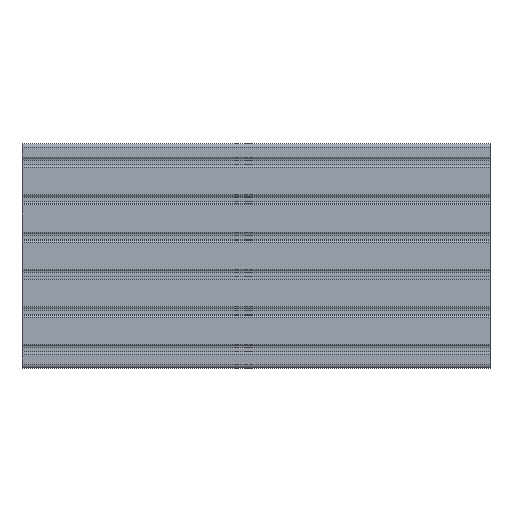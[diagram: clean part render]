
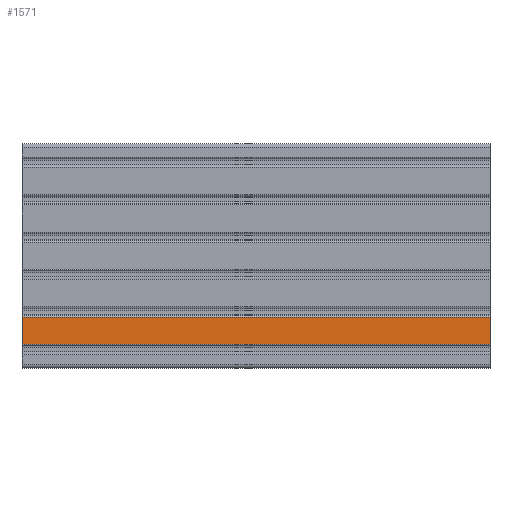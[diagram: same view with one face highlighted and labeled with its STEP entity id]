
A CAD part, top view. The second image highlights one B-rep face of the part: STEP entity #1571.
In plain terms, the highlighted planar face has unit normal (0, 0, 1).
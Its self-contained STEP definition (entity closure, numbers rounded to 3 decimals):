
#175 = EDGE_CURVE ( 'NONE', #6775, #3397, #7164, .T. ) ;
#427 = DIRECTION ( 'NONE',  ( 1., 0., 0. ) ) ;
#465 = CARTESIAN_POINT ( 'NONE',  ( 1500., -94.5, -180. ) ) ;
#701 = DIRECTION ( 'NONE',  ( 0., 1., 0. ) ) ;
#708 = CARTESIAN_POINT ( 'NONE',  ( 2000., -65.5, -180. ) ) ;
#1260 = ORIENTED_EDGE ( 'NONE', *, *, #6947, .T. ) ;
#1571 = ADVANCED_FACE ( 'NONE', ( #3387 ), #8406, .F. ) ;
#2093 = VERTEX_POINT ( 'NONE', #3605 ) ;
#2443 = ORIENTED_EDGE ( 'NONE', *, *, #4901, .T. ) ;
#3060 = CARTESIAN_POINT ( 'NONE',  ( 1500., -94.5, -180. ) ) ;
#3387 = FACE_OUTER_BOUND ( 'NONE', #9747, .T. ) ;
#3397 = VERTEX_POINT ( 'NONE', #4931 ) ;
#3493 = VERTEX_POINT ( 'NONE', #708 ) ;
#3605 = CARTESIAN_POINT ( 'NONE',  ( 2000., -94.5, -180. ) ) ;
#3770 = CARTESIAN_POINT ( 'NONE',  ( 1500., -94.5, -180. ) ) ;
#3997 = DIRECTION ( 'NONE',  ( 0., 1., 0. ) ) ;
#4535 = LINE ( 'NONE', #7865, #9504 ) ;
#4583 = VECTOR ( 'NONE', #701, 1000. ) ;
#4744 = ORIENTED_EDGE ( 'NONE', *, *, #175, .F. ) ;
#4901 = EDGE_CURVE ( 'NONE', #6775, #2093, #9880, .T. ) ;
#4931 = CARTESIAN_POINT ( 'NONE',  ( 1500., -65.5, -180. ) ) ;
#5592 = CARTESIAN_POINT ( 'NONE',  ( 2000., -94.5, -180. ) ) ;
#6693 = ORIENTED_EDGE ( 'NONE', *, *, #8859, .F. ) ;
#6775 = VERTEX_POINT ( 'NONE', #465 ) ;
#6947 = EDGE_CURVE ( 'NONE', #2093, #3493, #8142, .T. ) ;
#7164 = LINE ( 'NONE', #3770, #4583 ) ;
#7318 = DIRECTION ( 'NONE',  ( 1., 0., 0. ) ) ;
#7808 = AXIS2_PLACEMENT_3D ( 'NONE', #8299, #10048, #8342 ) ;
#7865 = CARTESIAN_POINT ( 'NONE',  ( 1500., -65.5, -180. ) ) ;
#8142 = LINE ( 'NONE', #5592, #8231 ) ;
#8231 = VECTOR ( 'NONE', #3997, 1000. ) ;
#8299 = CARTESIAN_POINT ( 'NONE',  ( 1500., -94.5, -180. ) ) ;
#8342 = DIRECTION ( 'NONE',  ( 0., 1., 0. ) ) ;
#8406 = PLANE ( 'NONE',  #7808 ) ;
#8859 = EDGE_CURVE ( 'NONE', #3397, #3493, #4535, .T. ) ;
#9081 = VECTOR ( 'NONE', #7318, 1000. ) ;
#9504 = VECTOR ( 'NONE', #427, 1000. ) ;
#9747 = EDGE_LOOP ( 'NONE', ( #1260, #6693, #4744, #2443 ) ) ;
#9880 = LINE ( 'NONE', #3060, #9081 ) ;
#10048 = DIRECTION ( 'NONE',  ( 0., 0., -1. ) ) ;
